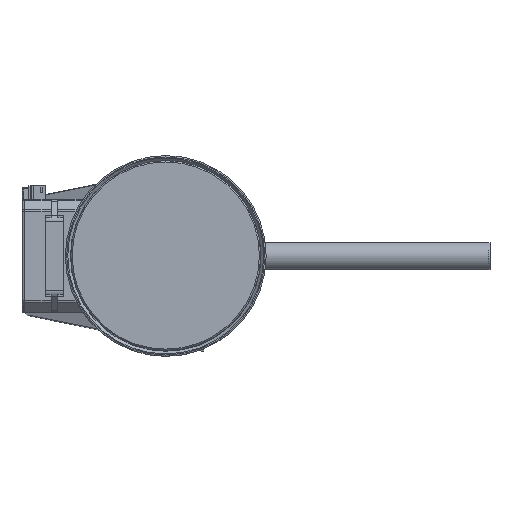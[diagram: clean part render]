
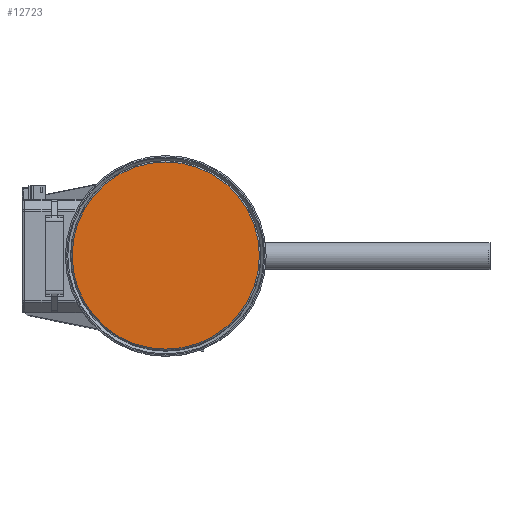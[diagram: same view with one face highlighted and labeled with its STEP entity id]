
A CAD part, top view. The second image highlights one B-rep face of the part: STEP entity #12723.
In plain terms, the highlighted planar face has unit normal (0, 0, 1).
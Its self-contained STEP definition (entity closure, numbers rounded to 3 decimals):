
#1785=FACE_OUTER_BOUND('',#2651,.T.);
#2651=EDGE_LOOP('',(#11351));
#3252=CIRCLE('',#14207,34.65);
#6107=VERTEX_POINT('',#27237);
#7869=EDGE_CURVE('',#6107,#6107,#3252,.T.);
#11351=ORIENTED_EDGE('',*,*,#7869,.F.);
#11991=PLANE('',#14211);
#12723=ADVANCED_FACE('',(#1785),#11991,.T.);
#14207=AXIS2_PLACEMENT_3D('',#27238,#17543,#17544);
#14211=AXIS2_PLACEMENT_3D('',#27246,#17553,#17554);
#17543=DIRECTION('center_axis',(0.,0.,-1.));
#17544=DIRECTION('ref_axis',(-1.,0.,0.));
#17553=DIRECTION('center_axis',(0.,0.,1.));
#17554=DIRECTION('ref_axis',(-1.,0.,0.));
#27237=CARTESIAN_POINT('',(59.65,0.,134.5));
#27238=CARTESIAN_POINT('Origin',(25.,0.,134.5));
#27246=CARTESIAN_POINT('Origin',(25.,0.,134.5));
